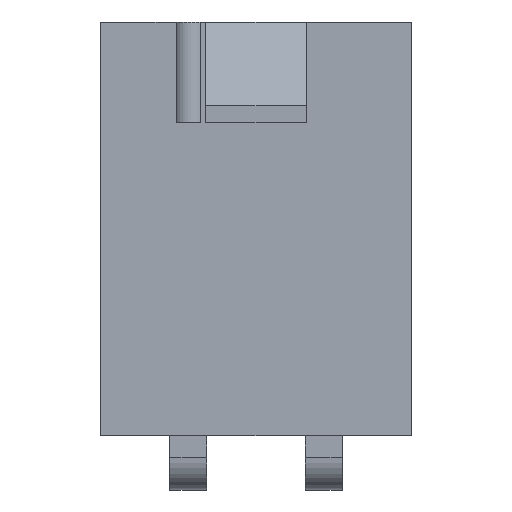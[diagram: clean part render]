
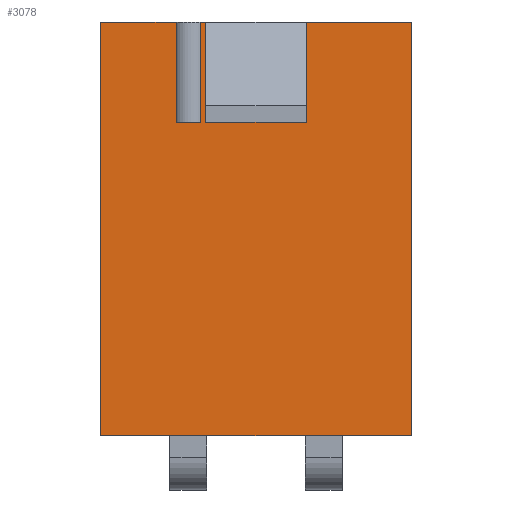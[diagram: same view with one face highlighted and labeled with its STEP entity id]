
A CAD part, top view. The second image highlights one B-rep face of the part: STEP entity #3078.
In plain terms, the highlighted planar face has unit normal (0, 0, 1).
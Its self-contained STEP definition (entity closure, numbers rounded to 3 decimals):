
#367=ORIENTED_EDGE('',*,*,#761,.F.);
#368=ORIENTED_EDGE('',*,*,#758,.T.);
#369=ORIENTED_EDGE('',*,*,#760,.T.);
#370=ORIENTED_EDGE('',*,*,#871,.T.);
#371=ORIENTED_EDGE('',*,*,#868,.T.);
#372=ORIENTED_EDGE('',*,*,#872,.F.);
#373=ORIENTED_EDGE('',*,*,#873,.F.);
#374=ORIENTED_EDGE('',*,*,#874,.T.);
#375=ORIENTED_EDGE('',*,*,#769,.F.);
#376=ORIENTED_EDGE('',*,*,#771,.F.);
#377=ORIENTED_EDGE('',*,*,#773,.F.);
#378=ORIENTED_EDGE('',*,*,#875,.T.);
#758=EDGE_CURVE('',#1041,#1040,#1252,.T.);
#760=EDGE_CURVE('',#1040,#1042,#1253,.T.);
#761=EDGE_CURVE('',#1041,#1043,#1254,.T.);
#769=EDGE_CURVE('',#1050,#1044,#1262,.T.);
#771=EDGE_CURVE('',#1051,#1050,#1264,.T.);
#773=EDGE_CURVE('',#1046,#1051,#1266,.T.);
#868=EDGE_CURVE('',#1116,#1114,#1361,.T.);
#871=EDGE_CURVE('',#1042,#1116,#1364,.T.);
#872=EDGE_CURVE('',#1118,#1114,#1365,.T.);
#873=EDGE_CURVE('',#1119,#1118,#1366,.T.);
#874=EDGE_CURVE('',#1119,#1044,#1367,.T.);
#875=EDGE_CURVE('',#1046,#1043,#1368,.T.);
#1040=VERTEX_POINT('',#4039);
#1041=VERTEX_POINT('',#4040);
#1042=VERTEX_POINT('',#4044);
#1043=VERTEX_POINT('',#4045);
#1044=VERTEX_POINT('',#4050);
#1046=VERTEX_POINT('',#4053);
#1050=VERTEX_POINT('',#4065);
#1051=VERTEX_POINT('',#4069);
#1114=VERTEX_POINT('',#4263);
#1116=VERTEX_POINT('',#4266);
#1118=VERTEX_POINT('',#4273);
#1119=VERTEX_POINT('',#4275);
#1252=LINE('',#4041,#1541);
#1253=LINE('',#4046,#1542);
#1254=LINE('',#4047,#1543);
#1262=LINE('',#4064,#1551);
#1264=LINE('',#4068,#1553);
#1266=LINE('',#4072,#1555);
#1361=LINE('',#4265,#1650);
#1364=LINE('',#4271,#1653);
#1365=LINE('',#4272,#1654);
#1366=LINE('',#4274,#1655);
#1367=LINE('',#4276,#1656);
#1368=LINE('',#4277,#1657);
#1541=VECTOR('',#3437,1000.);
#1542=VECTOR('',#3442,1000.);
#1543=VECTOR('',#3443,1000.);
#1551=VECTOR('',#3457,1000.);
#1553=VECTOR('',#3461,1000.);
#1555=VECTOR('',#3465,1000.);
#1650=VECTOR('',#3628,1000.);
#1653=VECTOR('',#3633,1000.);
#1654=VECTOR('',#3634,1000.);
#1655=VECTOR('',#3635,1000.);
#1656=VECTOR('',#3636,1000.);
#1657=VECTOR('',#3637,1000.);
#1831=EDGE_LOOP('',(#367,#368,#369,#370,#371,#372,#373,#374,#375,#376,#377,
#378));
#1966=FACE_BOUND('',#1831,.T.);
#2094=PLANE('',#3220);
#3078=ADVANCED_FACE('',(#1966),#2094,.T.);
#3220=AXIS2_PLACEMENT_3D('',#4270,#3631,#3632);
#3437=DIRECTION('',(0.,1.,0.));
#3442=DIRECTION('',(1.,0.,0.));
#3443=DIRECTION('',(1.,0.,0.));
#3457=DIRECTION('',(1.,0.,0.));
#3461=DIRECTION('',(0.,-1.,0.));
#3465=DIRECTION('',(-1.,0.,0.));
#3628=DIRECTION('',(-1.,0.,0.));
#3631=DIRECTION('',(0.,0.,1.));
#3632=DIRECTION('',(1.,0.,0.));
#3633=DIRECTION('',(0.,1.,0.));
#3634=DIRECTION('',(0.,1.,0.));
#3635=DIRECTION('',(-1.,0.,0.));
#3636=DIRECTION('',(0.,1.,0.));
#3637=DIRECTION('',(0.,1.,0.));
#4039=CARTESIAN_POINT('',(3.3,2.475,2.7));
#4040=CARTESIAN_POINT('',(3.3,1.725,2.7));
#4041=CARTESIAN_POINT('',(3.3,1.725,2.7));
#4044=CARTESIAN_POINT('',(6.4,2.475,2.7));
#4045=CARTESIAN_POINT('',(6.4,1.725,2.7));
#4046=CARTESIAN_POINT('',(3.3,2.475,2.7));
#4047=CARTESIAN_POINT('',(3.3,1.725,2.7));
#4050=CARTESIAN_POINT('',(6.4,-1.55,2.7));
#4053=CARTESIAN_POINT('',(6.4,1.55,2.7));
#4064=CARTESIAN_POINT('',(3.3,-1.55,2.7));
#4065=CARTESIAN_POINT('',(3.3,-1.55,2.7));
#4068=CARTESIAN_POINT('',(3.3,1.55,2.7));
#4069=CARTESIAN_POINT('',(3.3,1.55,2.7));
#4072=CARTESIAN_POINT('',(6.4,1.55,2.7));
#4263=CARTESIAN_POINT('',(-6.4,4.8,2.7));
#4265=CARTESIAN_POINT('',(6.4,4.8,2.7));
#4266=CARTESIAN_POINT('',(6.4,4.8,2.7));
#4270=CARTESIAN_POINT('',(6.4,-4.8,2.7));
#4271=CARTESIAN_POINT('',(6.4,-4.8,2.7));
#4272=CARTESIAN_POINT('',(-6.4,-4.8,2.7));
#4273=CARTESIAN_POINT('',(-6.4,-4.8,2.7));
#4274=CARTESIAN_POINT('',(6.4,-4.8,2.7));
#4275=CARTESIAN_POINT('',(6.4,-4.8,2.7));
#4276=CARTESIAN_POINT('',(6.4,-4.8,2.7));
#4277=CARTESIAN_POINT('',(6.4,-4.8,2.7));
